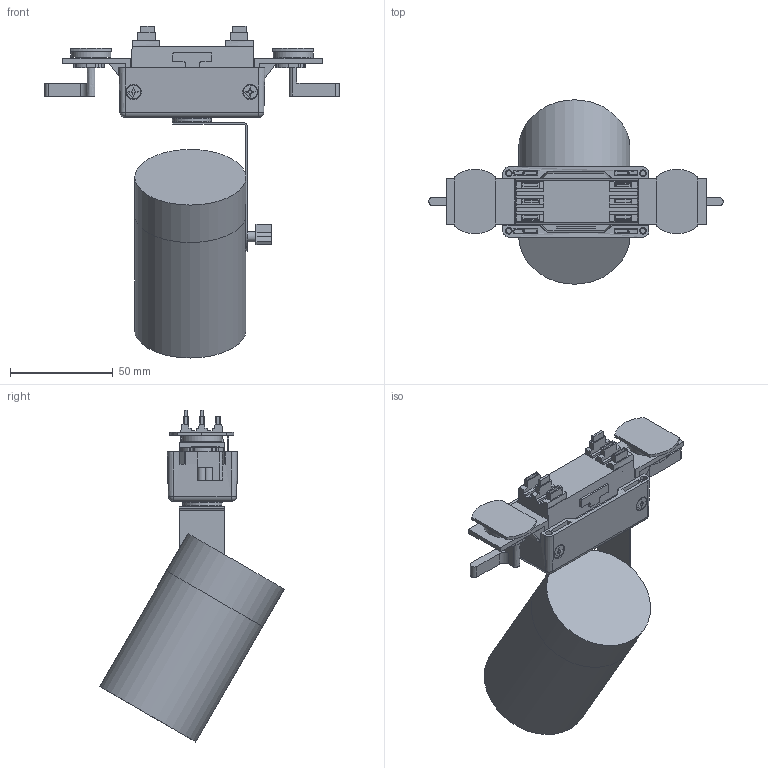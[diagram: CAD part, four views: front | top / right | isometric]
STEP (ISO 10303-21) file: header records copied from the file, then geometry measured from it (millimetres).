
FILE_DESCRIPTION(/* description */ (''),/* implementation_level */ '2;1');
FILE_NAME(/* name */ 'BusductAttachment_busSTRUT_ITL160W-BUS.stp',/* time_stamp */ '2024-10-23T16:16:22+03:00',/* author */ ('fkris'),/* organization */ (''),/* preprocessor_version */ 'ST-DEVELOPER v18.1',/* originating_system */ 'Autodesk Inventor 2021',/* authorisation */ '');
FILE_SCHEMA (('AUTOMOTIVE_DESIGN { 1 0 10303 214 3 1 1 }'));
Length unit declared in the file: foot
Products named in the file (27): BusductAttachment_busSTRUT_ITL160W-BUS; BusductAttachment_busSTRUT_ITL160W-BUS_1; BusductAttachment_busSTRUT_ITL160W-BUS_1_1; BusductAttachment_busSTRUT_ITL160W-BUS_2; BusductAttachment_busSTRUT_ITL160W-BUS_3; BusductAttachment_busSTRUT_ITL160W-BUS_4; BusductAttachment_busSTRUT_ITL160W-BUS_5; BusductAttachment_busSTRUT_ITL160W-BUS_6; BusductAttachment_busSTRUT_ITL160W-BUS_7; BusductAttachment_busSTRUT_ITL160W-BUS_8; BusductAttachment_busSTRUT_ITL160W-BUS_9; BusductAttachment_busSTRUT_ITL160W-BUS_10; BusductAttachment_busSTRUT_ITL160W-BUS_11; BusductAttachment_busSTRUT_ITL160W-BUS_12; BusductAttachment_busSTRUT_ITL160W-BUS_13; BusductAttachment_busSTRUT_ITL160W-BUS_14; BusductAttachment_busSTRUT_ITL160W-BUS_15; BusductAttachment_busSTRUT_ITL160W-BUS_16; BusductAttachment_busSTRUT_ITL160W-BUS_17; BusductAttachment_busSTRUT_ITL160W-BUS_18; BusductAttachment_busSTRUT_ITL160W-BUS_19; BusductAttachment_busSTRUT_ITL160W-BUS_20; BusductAttachment_busSTRUT_ITL160W-BUS_21; BusductAttachment_busSTRUT_ITL160W-BUS_22; BusductAttachment_busSTRUT_ITL160W-BUS_23; BusductAttachment_busSTRUT_ITL160W-BUS_24; BusductAttachment_busSTRUT_ITL160W-BUS_25
Assembly tree (26 placements, depth 2):
  BusductAttachment_busSTRUT_ITL160W-BUS
    BusductAttachment_busSTRUT_ITL160W-BUS_1
    BusductAttachment_busSTRUT_ITL160W-BUS_1_1
    BusductAttachment_busSTRUT_ITL160W-BUS_2
    BusductAttachment_busSTRUT_ITL160W-BUS_3
    BusductAttachment_busSTRUT_ITL160W-BUS_4
    BusductAttachment_busSTRUT_ITL160W-BUS_5
    BusductAttachment_busSTRUT_ITL160W-BUS_6
    BusductAttachment_busSTRUT_ITL160W-BUS_7
    BusductAttachment_busSTRUT_ITL160W-BUS_8
    BusductAttachment_busSTRUT_ITL160W-BUS_9
    BusductAttachment_busSTRUT_ITL160W-BUS_10
    BusductAttachment_busSTRUT_ITL160W-BUS_11
    BusductAttachment_busSTRUT_ITL160W-BUS_12
    BusductAttachment_busSTRUT_ITL160W-BUS_13
    BusductAttachment_busSTRUT_ITL160W-BUS_14
    BusductAttachment_busSTRUT_ITL160W-BUS_15
    BusductAttachment_busSTRUT_ITL160W-BUS_16
    BusductAttachment_busSTRUT_ITL160W-BUS_17
    BusductAttachment_busSTRUT_ITL160W-BUS_18
    BusductAttachment_busSTRUT_ITL160W-BUS_19
    BusductAttachment_busSTRUT_ITL160W-BUS_20
    BusductAttachment_busSTRUT_ITL160W-BUS_21
    BusductAttachment_busSTRUT_ITL160W-BUS_22
    BusductAttachment_busSTRUT_ITL160W-BUS_23
    BusductAttachment_busSTRUT_ITL160W-BUS_24
    BusductAttachment_busSTRUT_ITL160W-BUS_25
Bounding box: 142.88 x 89.61 x 161.19 mm (x, y, z)
Volume: 110675.7 mm3; surface area: 82938.6 mm2
Topology: 31 solids, 31 shells, 913 faces, 1944 edges, 1069 vertices
Faces by surface type: plane 492, cylinder 286, cone 107, bspline 22, sphere 4, torus 2
Full cylindrical faces by diameter (mm): 3.048 x4, 4.166 x4, 4.977 x1, 8.052 x2, 10.922 x1, 12.7 x2, 15.331 x2, 19.395 x2, 51.73 x1, 53.975 x2
Entity records: 25262 total; most frequent: CARTESIAN_POINT 4895, DIRECTION 4060, ORIENTED_EDGE 3792, EDGE_CURVE 1896, LINE 1484, VECTOR 1484, AXIS2_PLACEMENT_3D 1288, VERTEX_POINT 1069
